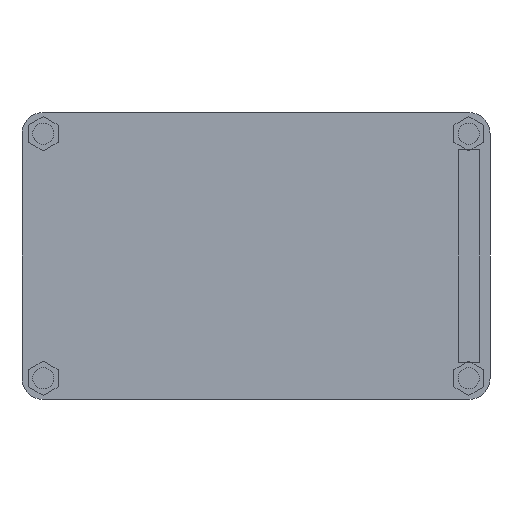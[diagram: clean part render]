
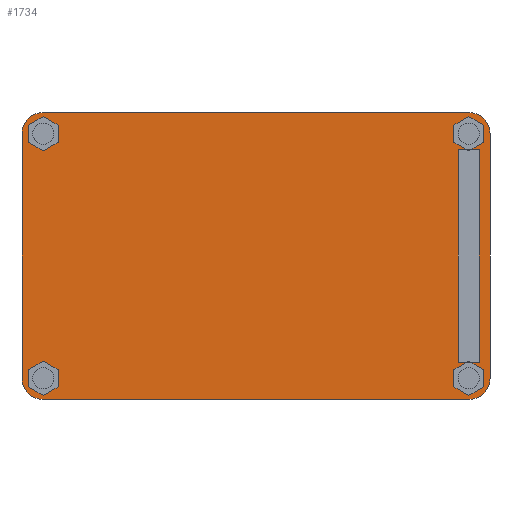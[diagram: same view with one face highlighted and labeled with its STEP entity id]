
A CAD part, front view. The second image highlights one B-rep face of the part: STEP entity #1734.
In plain terms, the highlighted planar face has unit normal (0, -1, 0).
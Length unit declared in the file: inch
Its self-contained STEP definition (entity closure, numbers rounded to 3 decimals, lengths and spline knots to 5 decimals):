
#147=FACE_BOUND('',#392,.T.);
#148=FACE_BOUND('',#393,.T.);
#149=FACE_BOUND('',#394,.T.);
#150=FACE_BOUND('',#395,.T.);
#151=FACE_BOUND('',#396,.T.);
#165=CIRCLE('',#1873,0.05);
#167=CIRCLE('',#1876,0.05);
#169=CIRCLE('',#1879,0.05);
#171=CIRCLE('',#1882,0.05);
#172=CIRCLE('',#1885,0.1);
#174=CIRCLE('',#1889,0.1);
#176=CIRCLE('',#1893,0.1);
#178=CIRCLE('',#1897,0.1);
#274=FACE_OUTER_BOUND('',#391,.T.);
#391=EDGE_LOOP('',(#1257,#1258,#1259,#1260,#1261,#1262,#1263,#1264));
#392=EDGE_LOOP('',(#1265,#1266,#1267,#1268));
#393=EDGE_LOOP('',(#1269));
#394=EDGE_LOOP('',(#1270));
#395=EDGE_LOOP('',(#1271));
#396=EDGE_LOOP('',(#1272));
#509=LINE('',#2400,#633);
#513=LINE('',#2408,#637);
#516=LINE('',#2414,#640);
#519=LINE('',#2419,#643);
#525=LINE('',#2449,#649);
#530=LINE('',#2463,#654);
#534=LINE('',#2475,#658);
#538=LINE('',#2487,#662);
#633=VECTOR('',#2019,0.3937);
#637=VECTOR('',#2025,0.3937);
#640=VECTOR('',#2030,0.3937);
#643=VECTOR('',#2035,0.3937);
#649=VECTOR('',#2069,0.3937);
#654=VECTOR('',#2082,0.3937);
#658=VECTOR('',#2094,0.3937);
#662=VECTOR('',#2106,0.3937);
#753=VERTEX_POINT('',#2398);
#754=VERTEX_POINT('',#2399);
#757=VERTEX_POINT('',#2407);
#759=VERTEX_POINT('',#2413);
#762=VERTEX_POINT('',#2425);
#764=VERTEX_POINT('',#2431);
#766=VERTEX_POINT('',#2437);
#768=VERTEX_POINT('',#2443);
#769=VERTEX_POINT('',#2447);
#770=VERTEX_POINT('',#2448);
#773=VERTEX_POINT('',#2456);
#775=VERTEX_POINT('',#2462);
#777=VERTEX_POINT('',#2468);
#779=VERTEX_POINT('',#2474);
#781=VERTEX_POINT('',#2480);
#783=VERTEX_POINT('',#2486);
#917=EDGE_CURVE('',#753,#754,#509,.T.);
#921=EDGE_CURVE('',#754,#757,#513,.T.);
#924=EDGE_CURVE('',#757,#759,#516,.T.);
#927=EDGE_CURVE('',#759,#753,#519,.T.);
#931=EDGE_CURVE('',#762,#762,#165,.T.);
#934=EDGE_CURVE('',#764,#764,#167,.T.);
#937=EDGE_CURVE('',#766,#766,#169,.T.);
#940=EDGE_CURVE('',#768,#768,#171,.T.);
#941=EDGE_CURVE('',#769,#770,#525,.T.);
#945=EDGE_CURVE('',#773,#770,#172,.T.);
#948=EDGE_CURVE('',#773,#775,#530,.T.);
#951=EDGE_CURVE('',#777,#775,#174,.T.);
#954=EDGE_CURVE('',#777,#779,#534,.T.);
#957=EDGE_CURVE('',#781,#779,#176,.T.);
#960=EDGE_CURVE('',#781,#783,#538,.T.);
#963=EDGE_CURVE('',#769,#783,#178,.T.);
#1257=ORIENTED_EDGE('',*,*,#963,.F.);
#1258=ORIENTED_EDGE('',*,*,#941,.T.);
#1259=ORIENTED_EDGE('',*,*,#945,.F.);
#1260=ORIENTED_EDGE('',*,*,#948,.T.);
#1261=ORIENTED_EDGE('',*,*,#951,.F.);
#1262=ORIENTED_EDGE('',*,*,#954,.T.);
#1263=ORIENTED_EDGE('',*,*,#957,.F.);
#1264=ORIENTED_EDGE('',*,*,#960,.T.);
#1265=ORIENTED_EDGE('',*,*,#917,.T.);
#1266=ORIENTED_EDGE('',*,*,#921,.T.);
#1267=ORIENTED_EDGE('',*,*,#924,.T.);
#1268=ORIENTED_EDGE('',*,*,#927,.T.);
#1269=ORIENTED_EDGE('',*,*,#940,.F.);
#1270=ORIENTED_EDGE('',*,*,#937,.F.);
#1271=ORIENTED_EDGE('',*,*,#934,.F.);
#1272=ORIENTED_EDGE('',*,*,#931,.F.);
#1665=PLANE('',#1900);
#1734=ADVANCED_FACE('',(#274,#147,#148,#149,#150,#151),#1665,.F.);
#1873=AXIS2_PLACEMENT_3D('',#2427,#2044,#2045);
#1876=AXIS2_PLACEMENT_3D('',#2433,#2051,#2052);
#1879=AXIS2_PLACEMENT_3D('',#2439,#2058,#2059);
#1882=AXIS2_PLACEMENT_3D('',#2445,#2065,#2066);
#1885=AXIS2_PLACEMENT_3D('',#2457,#2075,#2076);
#1889=AXIS2_PLACEMENT_3D('',#2469,#2087,#2088);
#1893=AXIS2_PLACEMENT_3D('',#2481,#2099,#2100);
#1897=AXIS2_PLACEMENT_3D('',#2492,#2111,#2112);
#1900=AXIS2_PLACEMENT_3D('',#2495,#2117,#2118);
#2019=DIRECTION('',(0.,0.,-1.));
#2025=DIRECTION('',(-1.,0.,0.));
#2030=DIRECTION('',(0.,0.,1.));
#2035=DIRECTION('',(1.,0.,0.));
#2044=DIRECTION('center_axis',(0.,-1.,0.));
#2045=DIRECTION('ref_axis',(1.,0.,0.));
#2051=DIRECTION('center_axis',(0.,-1.,0.));
#2052=DIRECTION('ref_axis',(1.,0.,0.));
#2058=DIRECTION('center_axis',(0.,-1.,0.));
#2059=DIRECTION('ref_axis',(1.,0.,0.));
#2065=DIRECTION('center_axis',(0.,-1.,0.));
#2066=DIRECTION('ref_axis',(1.,0.,0.));
#2069=DIRECTION('',(0.,0.,1.));
#2075=DIRECTION('center_axis',(0.,1.,0.));
#2076=DIRECTION('ref_axis',(1.,0.,0.));
#2082=DIRECTION('',(-1.,0.,0.));
#2087=DIRECTION('center_axis',(0.,1.,0.));
#2088=DIRECTION('ref_axis',(1.,0.,0.));
#2094=DIRECTION('',(0.,0.,-1.));
#2099=DIRECTION('center_axis',(0.,1.,0.));
#2100=DIRECTION('ref_axis',(1.,0.,0.));
#2106=DIRECTION('',(1.,0.,0.));
#2111=DIRECTION('center_axis',(0.,1.,0.));
#2112=DIRECTION('ref_axis',(1.,0.,0.));
#2117=DIRECTION('center_axis',(0.,1.,0.));
#2118=DIRECTION('ref_axis',(1.,0.,0.));
#2398=CARTESIAN_POINT('',(2.15,0.,1.175));
#2399=CARTESIAN_POINT('',(2.15,0.,0.175));
#2400=CARTESIAN_POINT('',(2.15,0.,0.425));
#2407=CARTESIAN_POINT('',(2.05,0.,0.175));
#2408=CARTESIAN_POINT('',(1.575,0.,0.175));
#2413=CARTESIAN_POINT('',(2.05,0.,1.175));
#2414=CARTESIAN_POINT('',(2.05,0.,0.925));
#2419=CARTESIAN_POINT('',(1.625,0.,1.175));
#2425=CARTESIAN_POINT('',(2.05,0.,0.1));
#2427=CARTESIAN_POINT('Origin',(2.1,0.,0.1));
#2431=CARTESIAN_POINT('',(0.05,0.,1.25));
#2433=CARTESIAN_POINT('Origin',(0.1,0.,1.25));
#2437=CARTESIAN_POINT('',(2.05,0.,1.25));
#2439=CARTESIAN_POINT('Origin',(2.1,0.,1.25));
#2443=CARTESIAN_POINT('',(0.05,0.,0.1));
#2445=CARTESIAN_POINT('Origin',(0.1,0.,0.1));
#2447=CARTESIAN_POINT('',(2.2,0.,0.1));
#2448=CARTESIAN_POINT('',(2.2,0.,1.25));
#2449=CARTESIAN_POINT('',(2.2,0.,0.));
#2456=CARTESIAN_POINT('',(2.1,0.,1.35));
#2457=CARTESIAN_POINT('Origin',(2.1,0.,1.25));
#2462=CARTESIAN_POINT('',(0.1,0.,1.35));
#2463=CARTESIAN_POINT('',(2.2,0.,1.35));
#2468=CARTESIAN_POINT('',(0.,0.,1.25));
#2469=CARTESIAN_POINT('Origin',(0.1,0.,1.25));
#2474=CARTESIAN_POINT('',(0.,0.,0.1));
#2475=CARTESIAN_POINT('',(0.,0.,1.35));
#2480=CARTESIAN_POINT('',(0.1,0.,0.));
#2481=CARTESIAN_POINT('Origin',(0.1,0.,0.1));
#2486=CARTESIAN_POINT('',(2.1,0.,0.));
#2487=CARTESIAN_POINT('',(0.,0.,0.));
#2492=CARTESIAN_POINT('Origin',(2.1,0.,0.1));
#2495=CARTESIAN_POINT('Origin',(1.1,0.,0.675));
